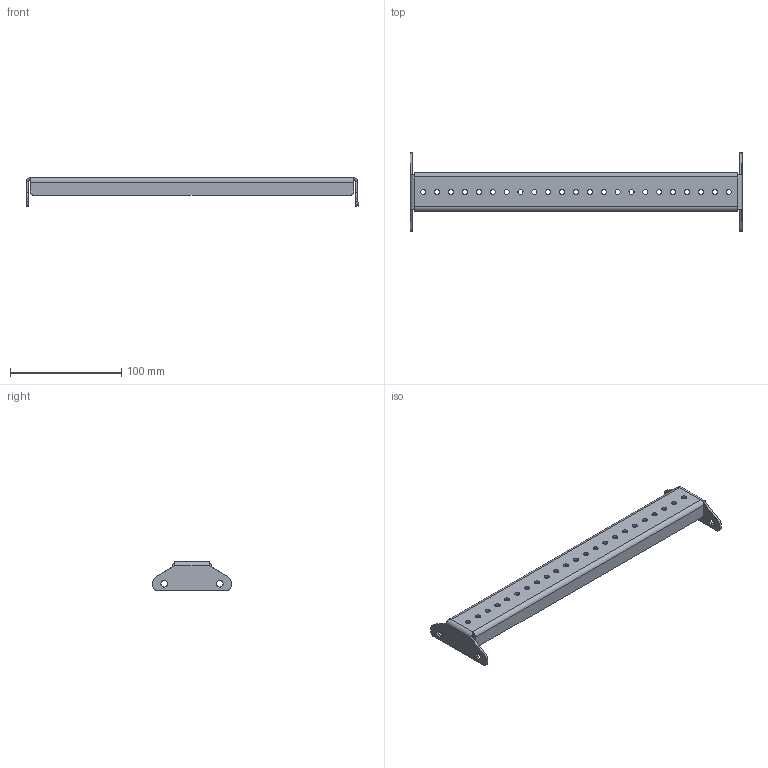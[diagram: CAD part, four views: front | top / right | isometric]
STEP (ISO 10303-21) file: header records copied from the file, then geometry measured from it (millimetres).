
FILE_DESCRIPTION (( 'STEP AP214' ), '1' );
FILE_NAME ('944.040.R.STEP', '2024-08-26T10:12:33', ( '' ), ( '' ), 'SwSTEP 2.0', 'SolidWorks 2021', '' );
FILE_SCHEMA (( 'AUTOMOTIVE_DESIGN' ));
Length unit declared in the file: millimetre
Products named in the file (1): 944.040.R
Bounding box: 299 x 70.6 x 26 mm (x, y, z)
Volume: 40055.5 mm3; surface area: 42714.2 mm2
Topology: 1 solids, 1 shells, 110 faces, 308 edges, 200 vertices
Faces by surface type: cylinder 74, plane 36
Entity records: 3738 total; most frequent: DIRECTION 678, CARTESIAN_POINT 631, ORIENTED_EDGE 616, EDGE_CURVE 308, AXIS2_PLACEMENT_3D 263, VERTEX_POINT 200, EDGE_LOOP 164, CIRCLE 152
